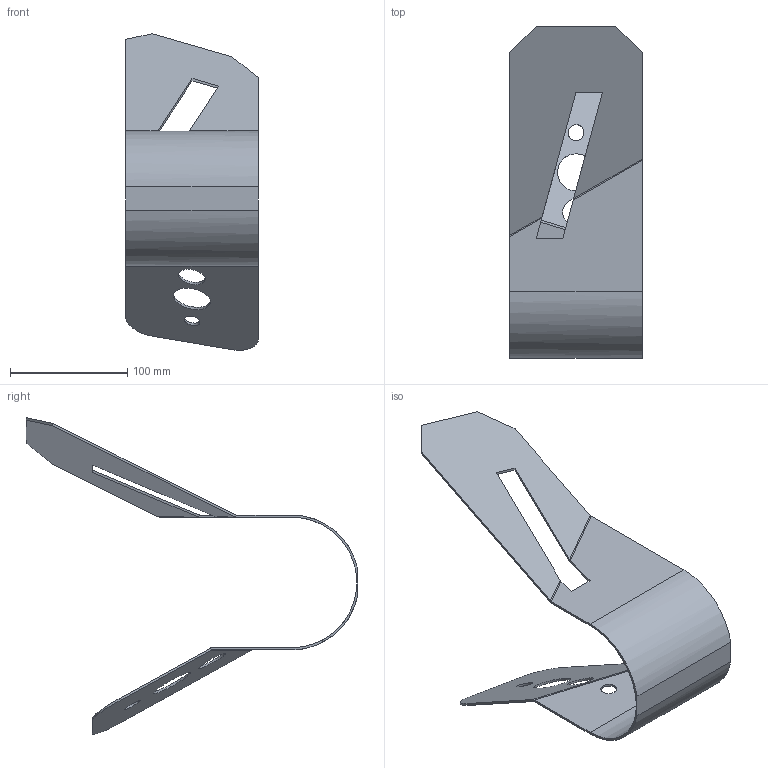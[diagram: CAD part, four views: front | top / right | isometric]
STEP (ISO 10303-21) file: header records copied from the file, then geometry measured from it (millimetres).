
FILE_DESCRIPTION(('FreeCAD Model'),'2;1');
FILE_NAME('Open CASCADE Shape Model','2025-05-08T03:32:42',('FreeCAD'),( 'FreeCAD'),'Open CASCADE STEP processor 7.6','FreeCAD','Unknown');
FILE_SCHEMA(('AUTOMOTIVE_DESIGN { 1 0 10303 214 1 1 1 1 }'));
Length unit declared in the file: millimetre
Products named in the file (1): Open CASCADE STEP translator 7.6 1
Bounding box: 113.04 x 282.6 x 269.67 mm (x, y, z)
Volume: 110828.7 mm3; surface area: 131188.4 mm2
Topology: 1 solids, 1 shells, 34 faces, 108 edges, 74 vertices
Faces by surface type: bspline 34
Entity records: 1193 total; most frequent: CARTESIAN_POINT 569, ORIENTED_EDGE 216, EDGE_CURVE 108, VERTEX_POINT 74, B_SPLINE_CURVE_WITH_KNOTS 72, FACE_BOUND 42, EDGE_LOOP 42, ADVANCED_FACE 34
